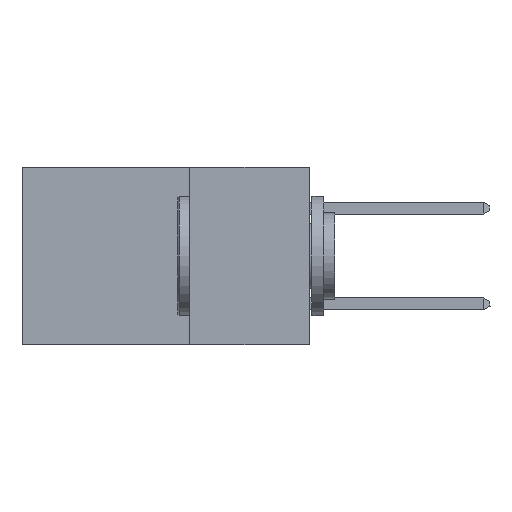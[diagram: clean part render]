
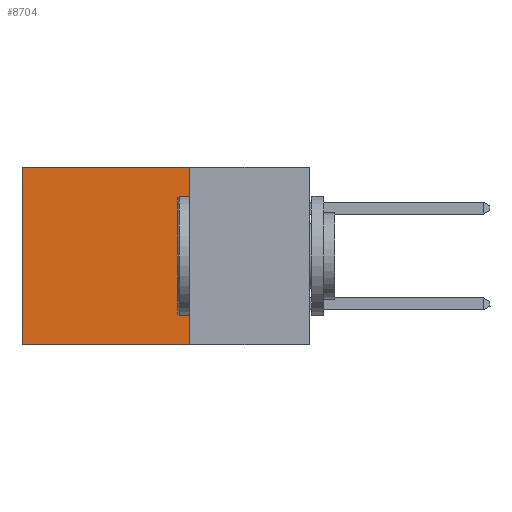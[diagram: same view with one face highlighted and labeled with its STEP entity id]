
A CAD part, left-side view. The second image highlights one B-rep face of the part: STEP entity #8704.
In plain terms, the highlighted planar face has unit normal (-1, 0, 0).
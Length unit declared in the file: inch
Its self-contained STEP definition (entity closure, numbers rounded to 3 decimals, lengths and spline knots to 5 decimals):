
#2226 = VECTOR ( 'NONE', #4120, 39.37008 ) ;
#2303 = DIRECTION ( 'NONE',  ( 0., 0., -1. ) ) ;
#2361 = EDGE_CURVE ( 'NONE', #28620, #23070, #24399, .T. ) ;
#2779 = VERTEX_POINT ( 'NONE', #24908 ) ;
#3832 = AXIS2_PLACEMENT_3D ( 'NONE', #21186, #21298, #2303 ) ;
#4120 = DIRECTION ( 'NONE',  ( 0., 1., 0. ) ) ;
#4251 = PLANE ( 'NONE',  #3832 ) ;
#4454 = CARTESIAN_POINT ( 'NONE',  ( 0.2875, 0.25, 0. ) ) ;
#5547 = LINE ( 'NONE', #4454, #27377 ) ;
#6960 = ORIENTED_EDGE ( 'NONE', *, *, #19996, .T. ) ;
#8134 = EDGE_LOOP ( 'NONE', ( #6960, #28036, #24333, #24675 ) ) ;
#8704 = ADVANCED_FACE ( 'NONE', ( #16574 ), #4251, .F. ) ;
#9416 = EDGE_CURVE ( 'NONE', #2779, #27561, #11172, .T. ) ;
#9740 = DIRECTION ( 'NONE',  ( 0., 0., -1. ) ) ;
#10363 = CARTESIAN_POINT ( 'NONE',  ( 0.2875, 0.25, -0.37 ) ) ;
#11172 = LINE ( 'NONE', #22131, #16957 ) ;
#11553 = EDGE_CURVE ( 'NONE', #2779, #28620, #5547, .T. ) ;
#11814 = CARTESIAN_POINT ( 'NONE',  ( 0.2875, 0.6, -0.37 ) ) ;
#11883 = CARTESIAN_POINT ( 'NONE',  ( 0.2875, 0.6, 0. ) ) ;
#16574 = FACE_OUTER_BOUND ( 'NONE', #8134, .T. ) ;
#16957 = VECTOR ( 'NONE', #24323, 39.37008 ) ;
#17910 = LINE ( 'NONE', #11883, #27156 ) ;
#19996 = EDGE_CURVE ( 'NONE', #27561, #23070, #17910, .T. ) ;
#20004 = CARTESIAN_POINT ( 'NONE',  ( 0.2875, 0.6, 0. ) ) ;
#21186 = CARTESIAN_POINT ( 'NONE',  ( 0.2875, 0.25, 0. ) ) ;
#21298 = DIRECTION ( 'NONE',  ( 1., 0., 0. ) ) ;
#22131 = CARTESIAN_POINT ( 'NONE',  ( 0.2875, 0.25, 0. ) ) ;
#22658 = CARTESIAN_POINT ( 'NONE',  ( 0.2875, 0.25, -0.37 ) ) ;
#23070 = VERTEX_POINT ( 'NONE', #11814 ) ;
#24323 = DIRECTION ( 'NONE',  ( 0., 1., 0. ) ) ;
#24333 = ORIENTED_EDGE ( 'NONE', *, *, #11553, .F. ) ;
#24399 = LINE ( 'NONE', #22658, #2226 ) ;
#24675 = ORIENTED_EDGE ( 'NONE', *, *, #9416, .T. ) ;
#24908 = CARTESIAN_POINT ( 'NONE',  ( 0.2875, 0.25, 0. ) ) ;
#27156 = VECTOR ( 'NONE', #9740, 39.37008 ) ;
#27377 = VECTOR ( 'NONE', #27833, 39.37008 ) ;
#27561 = VERTEX_POINT ( 'NONE', #20004 ) ;
#27833 = DIRECTION ( 'NONE',  ( 0., 0., -1. ) ) ;
#28036 = ORIENTED_EDGE ( 'NONE', *, *, #2361, .F. ) ;
#28620 = VERTEX_POINT ( 'NONE', #10363 ) ;
